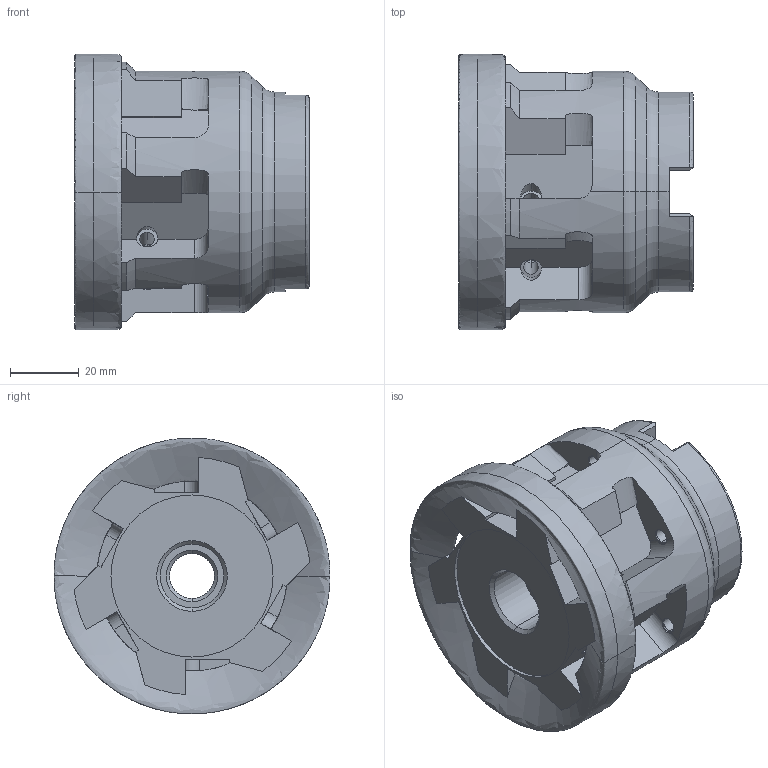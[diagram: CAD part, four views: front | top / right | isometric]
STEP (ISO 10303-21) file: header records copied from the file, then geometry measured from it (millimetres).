
FILE_DESCRIPTION (( 'STEP AP214' ), '1' );
FILE_NAME ('TKA-080-85-6-AL-B.STEP', '2013-02-06T13:16:00', ( '' ), ( '' ), 'SwSTEP 2.0', 'SolidWorks 2013', '' );
FILE_SCHEMA (( 'AUTOMOTIVE_DESIGN' ));
Length unit declared in the file: millimetre
Products named in the file (1): TKA-080-85-6-AL-B
Bounding box: 67.97 x 80 x 80 mm (x, y, z)
Volume: 184460.5 mm3; surface area: 37067.1 mm2
Topology: 1 solids, 1 shells, 252 faces, 690 edges, 418 vertices
Faces by surface type: cylinder 92, plane 86, cone 58, bspline 10, torus 6
Entity records: 9552 total; most frequent: CARTESIAN_POINT 3365, ORIENTED_EDGE 1332, DIRECTION 1206, EDGE_CURVE 666, AXIS2_PLACEMENT_3D 447, VERTEX_POINT 418, VECTOR 312, LINE 312
